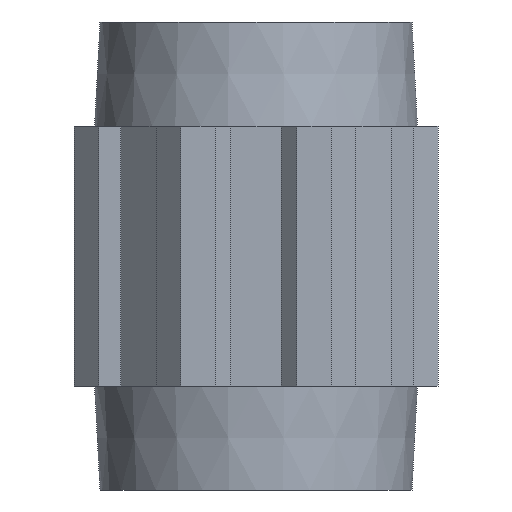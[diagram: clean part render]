
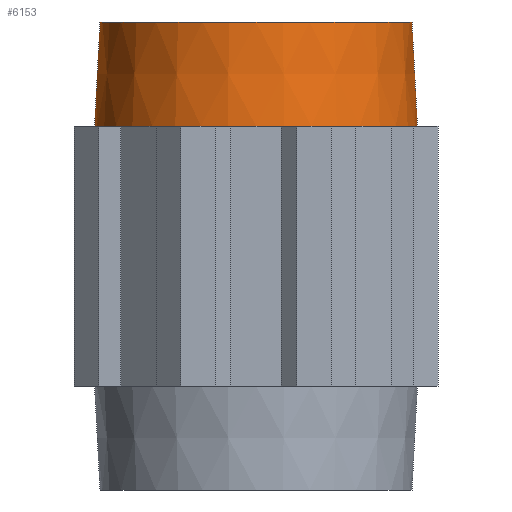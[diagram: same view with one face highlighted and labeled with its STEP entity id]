
A CAD part, front view. The second image highlights one B-rep face of the part: STEP entity #6153.
In plain terms, the highlighted conical face has half-angle 3 degrees and reference radius 15 mm.
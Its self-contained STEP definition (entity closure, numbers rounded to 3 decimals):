
#826=FACE_OUTER_BOUND('',#1176,.T.);
#1176=EDGE_LOOP('',(#5532,#5533,#5534,#5535));
#1781=LINE('',#11825,#2451);
#2451=VECTOR('',#7543,15.);
#2594=CIRCLE('',#6448,15.);
#2595=CIRCLE('',#6453,15.524);
#3103=VERTEX_POINT('',#11817);
#3104=VERTEX_POINT('',#11823);
#3942=EDGE_CURVE('',#3103,#3103,#2594,.T.);
#3943=EDGE_CURVE('',#3104,#3104,#2595,.T.);
#3944=EDGE_CURVE('',#3104,#3103,#1781,.T.);
#5532=ORIENTED_EDGE('',*,*,#3943,.F.);
#5533=ORIENTED_EDGE('',*,*,#3944,.T.);
#5534=ORIENTED_EDGE('',*,*,#3942,.F.);
#5535=ORIENTED_EDGE('',*,*,#3944,.F.);
#5876=CONICAL_SURFACE('',#6452,15.,0.052);
#6153=ADVANCED_FACE('',(#826),#5876,.T.);
#6448=AXIS2_PLACEMENT_3D('',#11818,#7531,#7532);
#6452=AXIS2_PLACEMENT_3D('',#11822,#7539,#7540);
#6453=AXIS2_PLACEMENT_3D('',#11824,#7541,#7542);
#7531=DIRECTION('center_axis',(0.,0.,1.));
#7532=DIRECTION('ref_axis',(1.,0.,0.));
#7539=DIRECTION('center_axis',(0.,0.,-1.));
#7540=DIRECTION('ref_axis',(1.,0.,0.));
#7541=DIRECTION('center_axis',(0.,0.,-1.));
#7542=DIRECTION('ref_axis',(1.,0.,0.));
#7543=DIRECTION('',(0.052,0.,0.999));
#11817=CARTESIAN_POINT('',(-15.,0.,45.));
#11818=CARTESIAN_POINT('Origin',(0.,0.,45.));
#11822=CARTESIAN_POINT('Origin',(0.,0.,45.));
#11823=CARTESIAN_POINT('',(-15.524,0.,35.));
#11824=CARTESIAN_POINT('Origin',(0.,0.,35.));
#11825=CARTESIAN_POINT('',(-15.,0.,45.));
